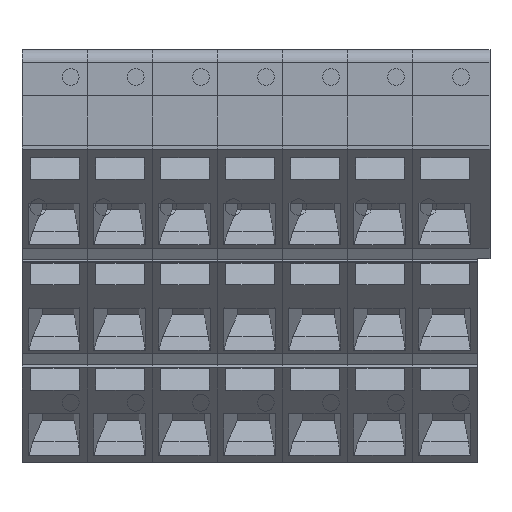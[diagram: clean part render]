
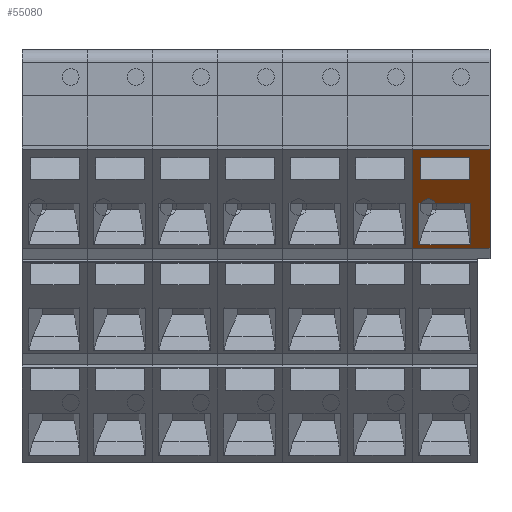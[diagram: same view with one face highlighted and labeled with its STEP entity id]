
A CAD part, top view. The second image highlights one B-rep face of the part: STEP entity #55080.
In plain terms, the highlighted planar face has unit normal (0, -0.707, 0.707).
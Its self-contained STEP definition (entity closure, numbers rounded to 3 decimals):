
#52232 = VERTEX_POINT('',#52233);
#52233 = CARTESIAN_POINT('',(27.2,15.563,
    32.467));
#52239 = EDGE_CURVE('',#52232,#52240,#52242,.T.);
#52240 = VERTEX_POINT('',#52241);
#52241 = CARTESIAN_POINT('',(27.2,12.31,
    29.215));
#52242 = LINE('',#52243,#52244);
#52243 = CARTESIAN_POINT('',(27.2,-67.307,
    -50.402));
#52244 = VECTOR('',#52245,1.);
#52245 = DIRECTION('',(0.,-0.707,
    -0.707));
#52295 = VERTEX_POINT('',#52296);
#52296 = CARTESIAN_POINT('',(31.2,15.563,
    32.467));
#52302 = EDGE_CURVE('',#52295,#52303,#52305,.T.);
#52303 = VERTEX_POINT('',#52304);
#52304 = CARTESIAN_POINT('',(28.504,15.563,
    32.467));
#52305 = LINE('',#52306,#52307);
#52306 = CARTESIAN_POINT('',(27.94,15.563,
    32.467));
#52307 = VECTOR('',#52308,1.);
#52308 = DIRECTION('',(-1.,0.,0.));
#52311 = VERTEX_POINT('',#52312);
#52312 = CARTESIAN_POINT('',(27.376,15.563,
    32.467));
#52319 = EDGE_CURVE('',#52311,#52232,#52320,.T.);
#52320 = LINE('',#52321,#52322);
#52321 = CARTESIAN_POINT('',(27.94,15.563,
    32.467));
#52322 = VECTOR('',#52323,1.);
#52323 = DIRECTION('',(-1.,0.,0.));
#52974 = EDGE_CURVE('',#52975,#52977,#52979,.T.);
#52975 = VERTEX_POINT('',#52976);
#52976 = CARTESIAN_POINT('',(31.15,19.098,
    36.003));
#52977 = VERTEX_POINT('',#52978);
#52978 = CARTESIAN_POINT('',(27.35,19.098,
    36.003));
#52979 = LINE('',#52980,#52981);
#52980 = CARTESIAN_POINT('',(27.94,19.098,
    36.003));
#52981 = VECTOR('',#52982,1.);
#52982 = DIRECTION('',(-1.,0.,0.));
#53014 = EDGE_CURVE('',#53015,#52975,#53017,.T.);
#53015 = VERTEX_POINT('',#53016);
#53016 = CARTESIAN_POINT('',(31.15,17.401,
    34.306));
#53017 = LINE('',#53018,#53019);
#53018 = CARTESIAN_POINT('',(31.15,-67.307,
    -50.402));
#53019 = VECTOR('',#53020,1.);
#53020 = DIRECTION('',(0.,0.707,0.707)
  );
#53351 = VERTEX_POINT('',#53352);
#53352 = CARTESIAN_POINT('',(26.67,19.748,
    36.652));
#53358 = EDGE_CURVE('',#53359,#53351,#53361,.T.);
#53359 = VERTEX_POINT('',#53360);
#53360 = CARTESIAN_POINT('',(32.75,19.748,
    36.652));
#53361 = LINE('',#53362,#53363);
#53362 = CARTESIAN_POINT('',(31.75,19.748,
    36.652));
#53363 = VECTOR('',#53364,1.);
#53364 = DIRECTION('',(-1.,0.,0.));
#53680 = EDGE_CURVE('',#53681,#53683,#53685,.T.);
#53681 = VERTEX_POINT('',#53682);
#53682 = CARTESIAN_POINT('',(32.75,12.024,
    28.928));
#53683 = VERTEX_POINT('',#53684);
#53684 = CARTESIAN_POINT('',(26.67,12.024,
    28.928));
#53685 = LINE('',#53686,#53687);
#53686 = CARTESIAN_POINT('',(31.75,12.024,
    28.928));
#53687 = VECTOR('',#53688,1.);
#53688 = DIRECTION('',(-1.,0.,0.));
#53916 = EDGE_CURVE('',#52240,#53917,#53919,.T.);
#53917 = VERTEX_POINT('',#53918);
#53918 = CARTESIAN_POINT('',(31.2,12.31,
    29.215));
#53919 = LINE('',#53920,#53921);
#53920 = CARTESIAN_POINT('',(27.94,12.31,
    29.215));
#53921 = VECTOR('',#53922,1.);
#53922 = DIRECTION('',(1.,0.,0.));
#54297 = EDGE_CURVE('',#53917,#52295,#54298,.T.);
#54298 = LINE('',#54299,#54300);
#54299 = CARTESIAN_POINT('',(31.2,-67.307,
    -50.402));
#54300 = VECTOR('',#54301,1.);
#54301 = DIRECTION('',(0.,0.707,0.707
    ));
#54638 = EDGE_CURVE('',#53683,#53351,#54639,.T.);
#54639 = LINE('',#54640,#54641);
#54640 = CARTESIAN_POINT('',(26.67,-67.307,
    -50.402));
#54641 = VECTOR('',#54642,1.);
#54642 = DIRECTION('',(0.,0.707,0.707)
  );
#55080 = ADVANCED_FACE('',(#55081,#55095,#55113),#55124,.T.);
#55081 = FACE_BOUND('',#55082,.T.);
#55082 = EDGE_LOOP('',(#55083,#55084,#55091,#55092,#55093,#55094));
#55083 = ORIENTED_EDGE('',*,*,#52319,.F.);
#55084 = ORIENTED_EDGE('',*,*,#55085,.F.);
#55085 = EDGE_CURVE('',#52303,#52311,#55086,.T.);
#55086 = ELLIPSE('',#55087,0.919,0.65);
#55087 = AXIS2_PLACEMENT_3D('',#55088,#55089,#55090);
#55088 = CARTESIAN_POINT('',(27.94,15.24,
    32.145));
#55089 = DIRECTION('',(0.,-0.707,0.707
    ));
#55090 = DIRECTION('',(0.,0.707,0.707)
  );
#55091 = ORIENTED_EDGE('',*,*,#52302,.F.);
#55092 = ORIENTED_EDGE('',*,*,#54297,.F.);
#55093 = ORIENTED_EDGE('',*,*,#53916,.F.);
#55094 = ORIENTED_EDGE('',*,*,#52239,.F.);
#55095 = FACE_BOUND('',#55096,.T.);
#55096 = EDGE_LOOP('',(#55097,#55105,#55111,#55112));
#55097 = ORIENTED_EDGE('',*,*,#55098,.F.);
#55098 = EDGE_CURVE('',#55099,#53015,#55101,.T.);
#55099 = VERTEX_POINT('',#55100);
#55100 = CARTESIAN_POINT('',(27.35,17.401,
    34.306));
#55101 = LINE('',#55102,#55103);
#55102 = CARTESIAN_POINT('',(27.94,17.401,
    34.306));
#55103 = VECTOR('',#55104,1.);
#55104 = DIRECTION('',(1.,0.,0.));
#55105 = ORIENTED_EDGE('',*,*,#55106,.T.);
#55106 = EDGE_CURVE('',#55099,#52977,#55107,.T.);
#55107 = LINE('',#55108,#55109);
#55108 = CARTESIAN_POINT('',(27.35,-67.307,
    -50.402));
#55109 = VECTOR('',#55110,1.);
#55110 = DIRECTION('',(0.,0.707,0.707)
  );
#55111 = ORIENTED_EDGE('',*,*,#52974,.F.);
#55112 = ORIENTED_EDGE('',*,*,#53014,.F.);
#55113 = FACE_BOUND('',#55114,.T.);
#55114 = EDGE_LOOP('',(#55115,#55116,#55117,#55118));
#55115 = ORIENTED_EDGE('',*,*,#53358,.T.);
#55116 = ORIENTED_EDGE('',*,*,#54638,.F.);
#55117 = ORIENTED_EDGE('',*,*,#53680,.F.);
#55118 = ORIENTED_EDGE('',*,*,#55119,.T.);
#55119 = EDGE_CURVE('',#53681,#53359,#55120,.T.);
#55120 = LINE('',#55121,#55122);
#55121 = CARTESIAN_POINT('',(32.75,12.024,
    28.928));
#55122 = VECTOR('',#55123,1.);
#55123 = DIRECTION('',(0.,0.707,0.707)
  );
#55124 = PLANE('',#55125);
#55125 = AXIS2_PLACEMENT_3D('',#55126,#55127,#55128);
#55126 = CARTESIAN_POINT('',(31.75,19.748,
    36.652));
#55127 = DIRECTION('',(0.,-0.707,0.707
    ));
#55128 = DIRECTION('',(0.,0.707,0.707)
  );
